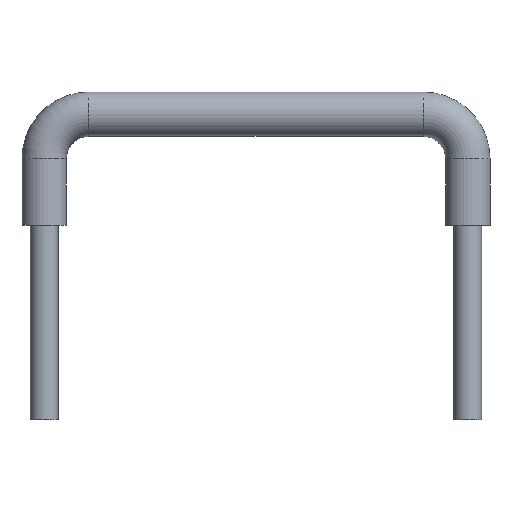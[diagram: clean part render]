
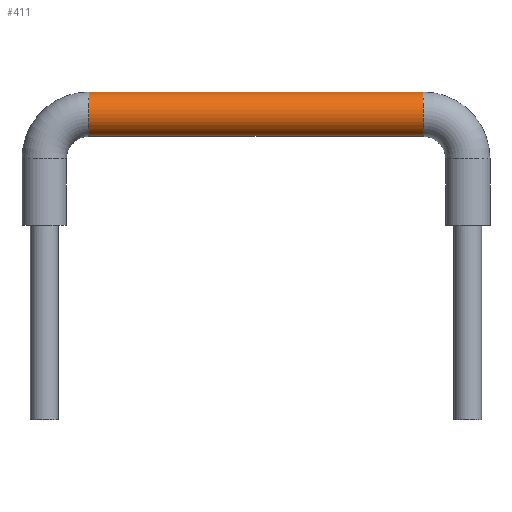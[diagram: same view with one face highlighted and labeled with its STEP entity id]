
A CAD part, front view. The second image highlights one B-rep face of the part: STEP entity #411.
In plain terms, the highlighted cylindrical face has radius 0.4 mm (diameter 0.8 mm), a partial arc.
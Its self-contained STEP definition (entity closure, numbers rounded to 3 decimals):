
#257=CARTESIAN_POINT('',(0.8,0.,2.4));
#258=VERTEX_POINT('',#257);
#268=CARTESIAN_POINT('',(0.8,0.,1.6));
#269=VERTEX_POINT('',#268);
#303=CARTESIAN_POINT('',(6.82,0.,2.4));
#304=VERTEX_POINT('',#303);
#321=CARTESIAN_POINT('',(6.82,0.,1.6));
#322=VERTEX_POINT('',#321);
#378=CARTESIAN_POINT('',(0.8,0.,2.0));
#379=DIRECTION('',(1.0,0.0,0.0));
#380=DIRECTION('',(0.0,0.0,-1.0));
#381=AXIS2_PLACEMENT_3D('',#378,#379,#380);
#382=CYLINDRICAL_SURFACE('',#381,0.4);
#383=CARTESIAN_POINT('',(6.82,0.,1.6));
#384=DIRECTION('',(-1.0,0.0,0.0));
#385=VECTOR('',#384,6.02);
#386=LINE('',#383,#385);
#387=EDGE_CURVE('',#322,#269,#386,.T.);
#388=ORIENTED_EDGE('',*,*,#387,.F.);
#389=CARTESIAN_POINT('',(6.82,0.,2.0));
#390=DIRECTION('',(-1.0,0.0,0.0));
#391=DIRECTION('',(0.0,0.0,-1.0));
#392=AXIS2_PLACEMENT_3D('',#389,#390,#391);
#393=CIRCLE('',#392,0.4);
#394=EDGE_CURVE('',#322,#304,#393,.T.);
#395=ORIENTED_EDGE('',*,*,#394,.T.);
#396=CARTESIAN_POINT('',(6.82,0.,2.4));
#397=DIRECTION('',(-1.0,0.0,0.0));
#398=VECTOR('',#397,6.02);
#399=LINE('',#396,#398);
#400=EDGE_CURVE('',#304,#258,#399,.T.);
#401=ORIENTED_EDGE('',*,*,#400,.T.);
#402=CARTESIAN_POINT('',(0.8,0.,2.0));
#403=DIRECTION('',(-1.0,0.0,0.0));
#404=DIRECTION('',(0.0,0.0,-1.0));
#405=AXIS2_PLACEMENT_3D('',#402,#403,#404);
#406=CIRCLE('',#405,0.4);
#407=EDGE_CURVE('',#269,#258,#406,.T.);
#408=ORIENTED_EDGE('',*,*,#407,.F.);
#409=EDGE_LOOP('',(#388,#395,#401,#408));
#410=FACE_OUTER_BOUND('',#409,.T.);
#411=ADVANCED_FACE('',(#410),#382,.T.);
